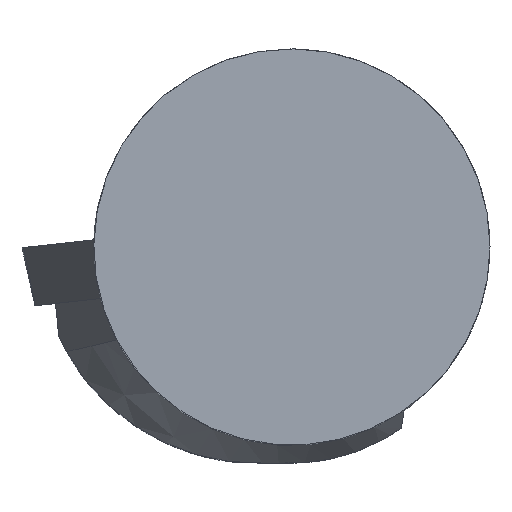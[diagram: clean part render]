
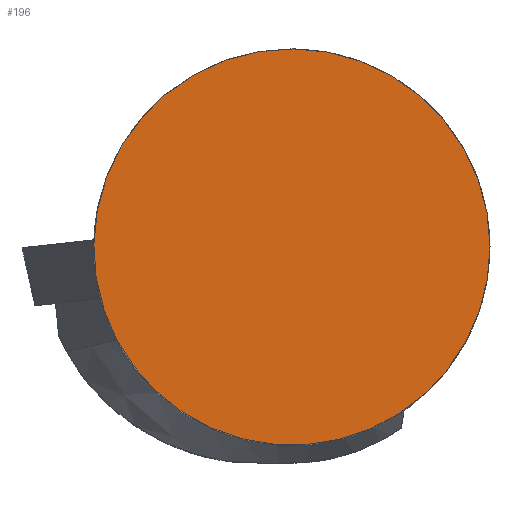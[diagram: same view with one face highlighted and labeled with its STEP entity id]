
A CAD part, top view. The second image highlights one B-rep face of the part: STEP entity #196.
In plain terms, the highlighted planar face has unit normal (0, 0, 1).
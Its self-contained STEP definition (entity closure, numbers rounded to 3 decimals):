
#159=CIRCLE('',#839,8.);
#196=ADVANCED_FACE('',(#255),#229,.T.);
#229=PLANE('',#849);
#255=FACE_OUTER_BOUND('',#285,.T.);
#285=EDGE_LOOP('',(#427));
#427=ORIENTED_EDGE('',*,*,#622,.T.);
#550=VERTEX_POINT('',#1263);
#622=EDGE_CURVE('',#550,#550,#159,.T.);
#839=AXIS2_PLACEMENT_3D('',#1262,#966,#967);
#849=AXIS2_PLACEMENT_3D('',#1361,#991,#992);
#966=DIRECTION('',(0.,0.,1.));
#967=DIRECTION('',(1.,0.,0.));
#991=DIRECTION('',(0.,0.,1.));
#992=DIRECTION('',(1.,0.,0.));
#1262=CARTESIAN_POINT('',(0.,0.,0.));
#1263=CARTESIAN_POINT('',(8.,0.,0.));
#1361=CARTESIAN_POINT('',(0.,0.,0.));
